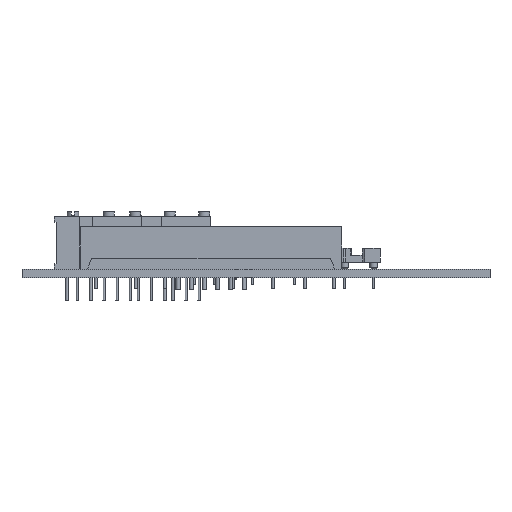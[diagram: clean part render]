
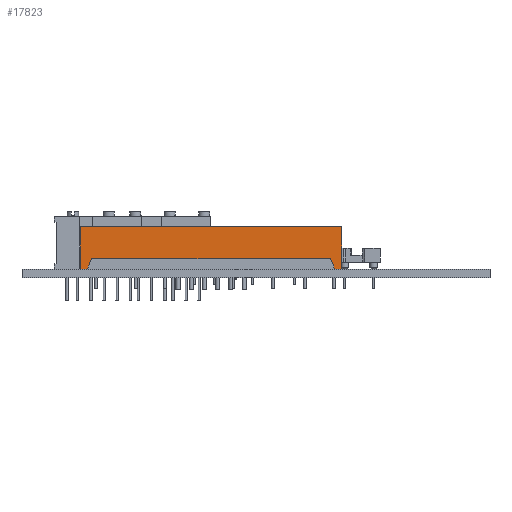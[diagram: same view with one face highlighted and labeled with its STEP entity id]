
A CAD part, front view. The second image highlights one B-rep face of the part: STEP entity #17823.
In plain terms, the highlighted face is planar.
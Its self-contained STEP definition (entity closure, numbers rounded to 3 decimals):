
#13281 = PLANE('',#13282);
#13282 = AXIS2_PLACEMENT_3D('',#13283,#13284,#13285);
#13283 = CARTESIAN_POINT('',(7.62,-6.35,8.1));
#13284 = DIRECTION('',(0.,0.,-1.));
#13285 = DIRECTION('',(-1.,0.,0.));
#13301 = VERTEX_POINT('',#13302);
#13302 = CARTESIAN_POINT('',(-1.88,18.8,8.1));
#13318 = PLANE('',#13319);
#13319 = AXIS2_PLACEMENT_3D('',#13320,#13321,#13322);
#13320 = CARTESIAN_POINT('',(-1.88,18.8,0.));
#13321 = DIRECTION('',(0.,1.,0.));
#13322 = DIRECTION('',(1.,0.,0.));
#13359 = VERTEX_POINT('',#13360);
#13360 = CARTESIAN_POINT('',(-1.88,-31.5,8.1));
#13374 = PLANE('',#13375);
#13375 = AXIS2_PLACEMENT_3D('',#13376,#13377,#13378);
#13376 = CARTESIAN_POINT('',(17.12,-31.5,0.));
#13377 = DIRECTION('',(0.,-1.,0.));
#13378 = DIRECTION('',(-1.,0.,0.));
#13386 = EDGE_CURVE('',#13359,#13301,#13387,.T.);
#13387 = SURFACE_CURVE('',#13388,(#13392,#13399),.PCURVE_S1.);
#13388 = LINE('',#13389,#13390);
#13389 = CARTESIAN_POINT('',(-1.88,-31.5,8.1));
#13390 = VECTOR('',#13391,1.);
#13391 = DIRECTION('',(0.,1.,0.));
#13392 = PCURVE('',#13281,#13393);
#13393 = DEFINITIONAL_REPRESENTATION('',(#13394),#13398);
#13394 = LINE('',#13395,#13396);
#13395 = CARTESIAN_POINT('',(9.5,-25.15));
#13396 = VECTOR('',#13397,1.);
#13397 = DIRECTION('',(0.,1.));
#13398 = ( GEOMETRIC_REPRESENTATION_CONTEXT(2) 
PARAMETRIC_REPRESENTATION_CONTEXT() REPRESENTATION_CONTEXT('2D SPACE',''
  ) );
#13399 = PCURVE('',#13400,#13405);
#13400 = PLANE('',#13401);
#13401 = AXIS2_PLACEMENT_3D('',#13402,#13403,#13404);
#13402 = CARTESIAN_POINT('',(-1.88,-31.5,0.));
#13403 = DIRECTION('',(-1.,0.,0.));
#13404 = DIRECTION('',(0.,1.,0.));
#13405 = DEFINITIONAL_REPRESENTATION('',(#13406),#13410);
#13406 = LINE('',#13407,#13408);
#13407 = CARTESIAN_POINT('',(0.,-8.1));
#13408 = VECTOR('',#13409,1.);
#13409 = DIRECTION('',(1.,0.));
#13410 = ( GEOMETRIC_REPRESENTATION_CONTEXT(2) 
PARAMETRIC_REPRESENTATION_CONTEXT() REPRESENTATION_CONTEXT('2D SPACE',''
  ) );
#17650 = VERTEX_POINT('',#17651);
#17651 = CARTESIAN_POINT('',(-1.88,18.8,0.));
#17667 = PLANE('',#17668);
#17668 = AXIS2_PLACEMENT_3D('',#17669,#17670,#17671);
#17669 = CARTESIAN_POINT('',(7.62,-6.35,0.));
#17670 = DIRECTION('',(0.,0.,-1.));
#17671 = DIRECTION('',(-1.,0.,0.));
#17679 = EDGE_CURVE('',#17650,#13301,#17680,.T.);
#17680 = SURFACE_CURVE('',#17681,(#17685,#17692),.PCURVE_S1.);
#17681 = LINE('',#17682,#17683);
#17682 = CARTESIAN_POINT('',(-1.88,18.8,0.));
#17683 = VECTOR('',#17684,1.);
#17684 = DIRECTION('',(0.,0.,1.));
#17685 = PCURVE('',#13318,#17686);
#17686 = DEFINITIONAL_REPRESENTATION('',(#17687),#17691);
#17687 = LINE('',#17688,#17689);
#17688 = CARTESIAN_POINT('',(0.,0.));
#17689 = VECTOR('',#17690,1.);
#17690 = DIRECTION('',(0.,-1.));
#17691 = ( GEOMETRIC_REPRESENTATION_CONTEXT(2) 
PARAMETRIC_REPRESENTATION_CONTEXT() REPRESENTATION_CONTEXT('2D SPACE',''
  ) );
#17692 = PCURVE('',#13400,#17693);
#17693 = DEFINITIONAL_REPRESENTATION('',(#17694),#17698);
#17694 = LINE('',#17695,#17696);
#17695 = CARTESIAN_POINT('',(50.3,0.));
#17696 = VECTOR('',#17697,1.);
#17697 = DIRECTION('',(0.,-1.));
#17698 = ( GEOMETRIC_REPRESENTATION_CONTEXT(2) 
PARAMETRIC_REPRESENTATION_CONTEXT() REPRESENTATION_CONTEXT('2D SPACE',''
  ) );
#17823 = ADVANCED_FACE('',(#17824),#13400,.T.);
#17824 = FACE_BOUND('',#17825,.T.);
#17825 = EDGE_LOOP('',(#17826,#17856,#17877,#17878,#17879,#17902,#17930,
    #17953));
#17826 = ORIENTED_EDGE('',*,*,#17827,.F.);
#17827 = EDGE_CURVE('',#17828,#17830,#17832,.T.);
#17828 = VERTEX_POINT('',#17829);
#17829 = CARTESIAN_POINT('',(-1.88,-31.5,0.));
#17830 = VERTEX_POINT('',#17831);
#17831 = CARTESIAN_POINT('',(-1.88,-30.1,0.));
#17832 = SURFACE_CURVE('',#17833,(#17837,#17844),.PCURVE_S1.);
#17833 = LINE('',#17834,#17835);
#17834 = CARTESIAN_POINT('',(-1.88,-31.5,0.));
#17835 = VECTOR('',#17836,1.);
#17836 = DIRECTION('',(0.,1.,0.));
#17837 = PCURVE('',#13400,#17838);
#17838 = DEFINITIONAL_REPRESENTATION('',(#17839),#17843);
#17839 = LINE('',#17840,#17841);
#17840 = CARTESIAN_POINT('',(0.,0.));
#17841 = VECTOR('',#17842,1.);
#17842 = DIRECTION('',(1.,0.));
#17843 = ( GEOMETRIC_REPRESENTATION_CONTEXT(2) 
PARAMETRIC_REPRESENTATION_CONTEXT() REPRESENTATION_CONTEXT('2D SPACE',''
  ) );
#17844 = PCURVE('',#17845,#17850);
#17845 = PLANE('',#17846);
#17846 = AXIS2_PLACEMENT_3D('',#17847,#17848,#17849);
#17847 = CARTESIAN_POINT('',(7.62,-6.35,0.));
#17848 = DIRECTION('',(0.,0.,-1.));
#17849 = DIRECTION('',(-1.,0.,0.));
#17850 = DEFINITIONAL_REPRESENTATION('',(#17851),#17855);
#17851 = LINE('',#17852,#17853);
#17852 = CARTESIAN_POINT('',(9.5,-25.15));
#17853 = VECTOR('',#17854,1.);
#17854 = DIRECTION('',(0.,1.));
#17855 = ( GEOMETRIC_REPRESENTATION_CONTEXT(2) 
PARAMETRIC_REPRESENTATION_CONTEXT() REPRESENTATION_CONTEXT('2D SPACE',''
  ) );
#17856 = ORIENTED_EDGE('',*,*,#17857,.T.);
#17857 = EDGE_CURVE('',#17828,#13359,#17858,.T.);
#17858 = SURFACE_CURVE('',#17859,(#17863,#17870),.PCURVE_S1.);
#17859 = LINE('',#17860,#17861);
#17860 = CARTESIAN_POINT('',(-1.88,-31.5,0.));
#17861 = VECTOR('',#17862,1.);
#17862 = DIRECTION('',(0.,0.,1.));
#17863 = PCURVE('',#13400,#17864);
#17864 = DEFINITIONAL_REPRESENTATION('',(#17865),#17869);
#17865 = LINE('',#17866,#17867);
#17866 = CARTESIAN_POINT('',(0.,0.));
#17867 = VECTOR('',#17868,1.);
#17868 = DIRECTION('',(0.,-1.));
#17869 = ( GEOMETRIC_REPRESENTATION_CONTEXT(2) 
PARAMETRIC_REPRESENTATION_CONTEXT() REPRESENTATION_CONTEXT('2D SPACE',''
  ) );
#17870 = PCURVE('',#13374,#17871);
#17871 = DEFINITIONAL_REPRESENTATION('',(#17872),#17876);
#17872 = LINE('',#17873,#17874);
#17873 = CARTESIAN_POINT('',(19.,0.));
#17874 = VECTOR('',#17875,1.);
#17875 = DIRECTION('',(0.,-1.));
#17876 = ( GEOMETRIC_REPRESENTATION_CONTEXT(2) 
PARAMETRIC_REPRESENTATION_CONTEXT() REPRESENTATION_CONTEXT('2D SPACE',''
  ) );
#17877 = ORIENTED_EDGE('',*,*,#13386,.T.);
#17878 = ORIENTED_EDGE('',*,*,#17679,.F.);
#17879 = ORIENTED_EDGE('',*,*,#17880,.F.);
#17880 = EDGE_CURVE('',#17881,#17650,#17883,.T.);
#17881 = VERTEX_POINT('',#17882);
#17882 = CARTESIAN_POINT('',(-1.88,17.4,0.));
#17883 = SURFACE_CURVE('',#17884,(#17888,#17895),.PCURVE_S1.);
#17884 = LINE('',#17885,#17886);
#17885 = CARTESIAN_POINT('',(-1.88,-31.5,0.));
#17886 = VECTOR('',#17887,1.);
#17887 = DIRECTION('',(0.,1.,0.));
#17888 = PCURVE('',#13400,#17889);
#17889 = DEFINITIONAL_REPRESENTATION('',(#17890),#17894);
#17890 = LINE('',#17891,#17892);
#17891 = CARTESIAN_POINT('',(0.,0.));
#17892 = VECTOR('',#17893,1.);
#17893 = DIRECTION('',(1.,0.));
#17894 = ( GEOMETRIC_REPRESENTATION_CONTEXT(2) 
PARAMETRIC_REPRESENTATION_CONTEXT() REPRESENTATION_CONTEXT('2D SPACE',''
  ) );
#17895 = PCURVE('',#17667,#17896);
#17896 = DEFINITIONAL_REPRESENTATION('',(#17897),#17901);
#17897 = LINE('',#17898,#17899);
#17898 = CARTESIAN_POINT('',(9.5,-25.15));
#17899 = VECTOR('',#17900,1.);
#17900 = DIRECTION('',(0.,1.));
#17901 = ( GEOMETRIC_REPRESENTATION_CONTEXT(2) 
PARAMETRIC_REPRESENTATION_CONTEXT() REPRESENTATION_CONTEXT('2D SPACE',''
  ) );
#17902 = ORIENTED_EDGE('',*,*,#17903,.F.);
#17903 = EDGE_CURVE('',#17904,#17881,#17906,.T.);
#17904 = VERTEX_POINT('',#17905);
#17905 = CARTESIAN_POINT('',(-1.88,16.6,2.));
#17906 = SURFACE_CURVE('',#17907,(#17911,#17918),.PCURVE_S1.);
#17907 = LINE('',#17908,#17909);
#17908 = CARTESIAN_POINT('',(-1.88,13.878,8.806));
#17909 = VECTOR('',#17910,1.);
#17910 = DIRECTION('',(0.,0.371,-0.928));
#17911 = PCURVE('',#13400,#17912);
#17912 = DEFINITIONAL_REPRESENTATION('',(#17913),#17917);
#17913 = LINE('',#17914,#17915);
#17914 = CARTESIAN_POINT('',(45.378,-8.806));
#17915 = VECTOR('',#17916,1.);
#17916 = DIRECTION('',(0.371,0.928));
#17917 = ( GEOMETRIC_REPRESENTATION_CONTEXT(2) 
PARAMETRIC_REPRESENTATION_CONTEXT() REPRESENTATION_CONTEXT('2D SPACE',''
  ) );
#17918 = PCURVE('',#17919,#17924);
#17919 = PLANE('',#17920);
#17920 = AXIS2_PLACEMENT_3D('',#17921,#17922,#17923);
#17921 = CARTESIAN_POINT('',(-1.88,-31.5,0.));
#17922 = DIRECTION('',(-1.,0.,0.));
#17923 = DIRECTION('',(0.,1.,0.));
#17924 = DEFINITIONAL_REPRESENTATION('',(#17925),#17929);
#17925 = LINE('',#17926,#17927);
#17926 = CARTESIAN_POINT('',(45.378,-8.806));
#17927 = VECTOR('',#17928,1.);
#17928 = DIRECTION('',(0.371,0.928));
#17929 = ( GEOMETRIC_REPRESENTATION_CONTEXT(2) 
PARAMETRIC_REPRESENTATION_CONTEXT() REPRESENTATION_CONTEXT('2D SPACE',''
  ) );
#17930 = ORIENTED_EDGE('',*,*,#17931,.F.);
#17931 = EDGE_CURVE('',#17932,#17904,#17934,.T.);
#17932 = VERTEX_POINT('',#17933);
#17933 = CARTESIAN_POINT('',(-1.88,-29.3,2.));
#17934 = SURFACE_CURVE('',#17935,(#17939,#17946),.PCURVE_S1.);
#17935 = LINE('',#17936,#17937);
#17936 = CARTESIAN_POINT('',(-1.88,-30.9,2.));
#17937 = VECTOR('',#17938,1.);
#17938 = DIRECTION('',(0.,1.,0.));
#17939 = PCURVE('',#13400,#17940);
#17940 = DEFINITIONAL_REPRESENTATION('',(#17941),#17945);
#17941 = LINE('',#17942,#17943);
#17942 = CARTESIAN_POINT('',(0.6,-2.));
#17943 = VECTOR('',#17944,1.);
#17944 = DIRECTION('',(1.,0.));
#17945 = ( GEOMETRIC_REPRESENTATION_CONTEXT(2) 
PARAMETRIC_REPRESENTATION_CONTEXT() REPRESENTATION_CONTEXT('2D SPACE',''
  ) );
#17946 = PCURVE('',#17919,#17947);
#17947 = DEFINITIONAL_REPRESENTATION('',(#17948),#17952);
#17948 = LINE('',#17949,#17950);
#17949 = CARTESIAN_POINT('',(0.6,-2.));
#17950 = VECTOR('',#17951,1.);
#17951 = DIRECTION('',(1.,0.));
#17952 = ( GEOMETRIC_REPRESENTATION_CONTEXT(2) 
PARAMETRIC_REPRESENTATION_CONTEXT() REPRESENTATION_CONTEXT('2D SPACE',''
  ) );
#17953 = ORIENTED_EDGE('',*,*,#17954,.F.);
#17954 = EDGE_CURVE('',#17830,#17932,#17955,.T.);
#17955 = SURFACE_CURVE('',#17956,(#17960,#17967),.PCURVE_S1.);
#17956 = LINE('',#17957,#17958);
#17957 = CARTESIAN_POINT('',(-1.88,-30.047,0.134));
#17958 = VECTOR('',#17959,1.);
#17959 = DIRECTION('',(0.,0.371,0.928));
#17960 = PCURVE('',#13400,#17961);
#17961 = DEFINITIONAL_REPRESENTATION('',(#17962),#17966);
#17962 = LINE('',#17963,#17964);
#17963 = CARTESIAN_POINT('',(1.453,-0.134));
#17964 = VECTOR('',#17965,1.);
#17965 = DIRECTION('',(0.371,-0.928));
#17966 = ( GEOMETRIC_REPRESENTATION_CONTEXT(2) 
PARAMETRIC_REPRESENTATION_CONTEXT() REPRESENTATION_CONTEXT('2D SPACE',''
  ) );
#17967 = PCURVE('',#17919,#17968);
#17968 = DEFINITIONAL_REPRESENTATION('',(#17969),#17973);
#17969 = LINE('',#17970,#17971);
#17970 = CARTESIAN_POINT('',(1.453,-0.134));
#17971 = VECTOR('',#17972,1.);
#17972 = DIRECTION('',(0.371,-0.928));
#17973 = ( GEOMETRIC_REPRESENTATION_CONTEXT(2) 
PARAMETRIC_REPRESENTATION_CONTEXT() REPRESENTATION_CONTEXT('2D SPACE',''
  ) );
